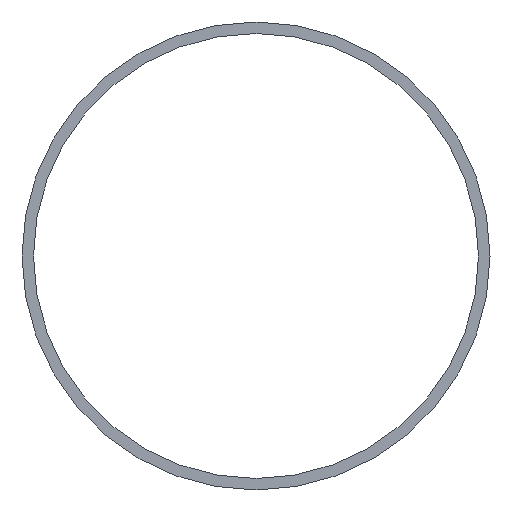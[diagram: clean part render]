
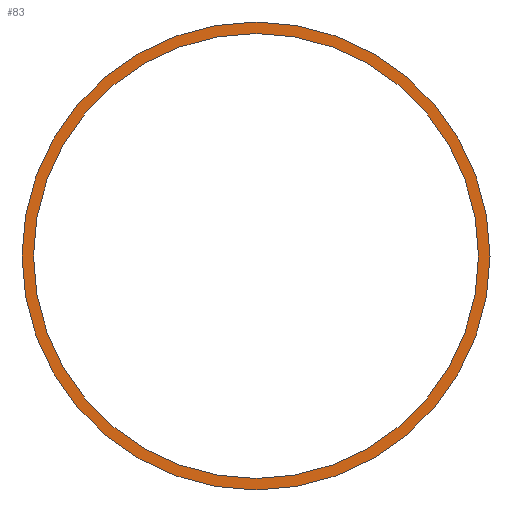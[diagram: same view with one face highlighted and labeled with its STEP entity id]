
A CAD part, left-side view. The second image highlights one B-rep face of the part: STEP entity #83.
In plain terms, the highlighted planar face has unit normal (-1, 0, 0).
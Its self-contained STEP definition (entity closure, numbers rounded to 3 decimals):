
#51 = VERTEX_POINT( '', #121 );
#55 = VERTEX_POINT( '', #125 );
#59 = VERTEX_POINT( '', #129 );
#73 = EDGE_CURVE( '', #59, #55, #146, .T. );
#81 = EDGE_CURVE( '', #91, #51, #157, .T. );
#83 = ADVANCED_FACE( '', ( #159, #160 ), #161, .F. );
#85 = EDGE_CURVE( '', #55, #59, #163, .T. );
#91 = VERTEX_POINT( '', #169 );
#93 = EDGE_CURVE( '', #51, #91, #171, .T. );
#121 = CARTESIAN_POINT( '', ( 0., 0., -55. ) );
#125 = CARTESIAN_POINT( '', ( 0., 0., -52.3 ) );
#129 = CARTESIAN_POINT( '', ( 0., 0., 52.3 ) );
#146 = CIRCLE( '', #220, 52.3 );
#157 = CIRCLE( '', #234, 55. );
#159 = FACE_OUTER_BOUND( '', #236, .T. );
#160 = FACE_BOUND( '', #237, .T. );
#161 = PLANE( '', #238 );
#163 = CIRCLE( '', #241, 52.3 );
#169 = CARTESIAN_POINT( '', ( 0., 0., 55. ) );
#171 = CIRCLE( '', #252, 55. );
#220 = AXIS2_PLACEMENT_3D( '', #300, #301, #302 );
#234 = AXIS2_PLACEMENT_3D( '', #320, #321, #322 );
#236 = EDGE_LOOP( '', ( #324, #325 ) );
#237 = EDGE_LOOP( '', ( #326, #327 ) );
#238 = AXIS2_PLACEMENT_3D( '', #328, #329, #330 );
#241 = AXIS2_PLACEMENT_3D( '', #331, #332, #333 );
#252 = AXIS2_PLACEMENT_3D( '', #335, #336, #337 );
#300 = CARTESIAN_POINT( '', ( 0., 0., 0. ) );
#301 = DIRECTION( '', ( 1., 0., 0. ) );
#302 = DIRECTION( '', ( 0., 0., -1. ) );
#320 = CARTESIAN_POINT( '', ( 0., 0., 0. ) );
#321 = DIRECTION( '', ( 1., 0., 0. ) );
#322 = DIRECTION( '', ( 0., 0., -1. ) );
#324 = ORIENTED_EDGE( '', *, *, #93, .F. );
#325 = ORIENTED_EDGE( '', *, *, #81, .F. );
#326 = ORIENTED_EDGE( '', *, *, #85, .T. );
#327 = ORIENTED_EDGE( '', *, *, #73, .T. );
#328 = CARTESIAN_POINT( '', ( 0., 0., 0. ) );
#329 = DIRECTION( '', ( 1., 0., 0. ) );
#330 = DIRECTION( '', ( 0., 0., -1. ) );
#331 = CARTESIAN_POINT( '', ( 0., 0., 0. ) );
#332 = DIRECTION( '', ( 1., 0., 0. ) );
#333 = DIRECTION( '', ( 0., 0., -1. ) );
#335 = CARTESIAN_POINT( '', ( 0., 0., 0. ) );
#336 = DIRECTION( '', ( 1., 0., 0. ) );
#337 = DIRECTION( '', ( 0., 0., -1. ) );
